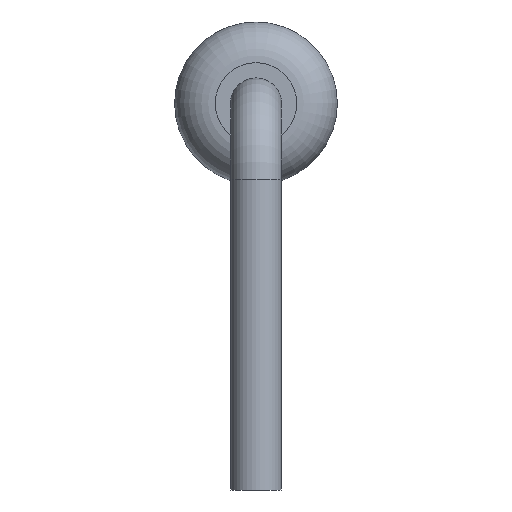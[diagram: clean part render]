
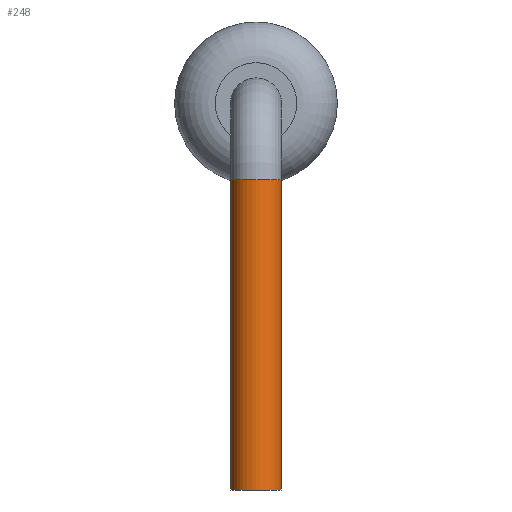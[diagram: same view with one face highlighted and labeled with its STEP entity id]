
A CAD part, left-side view. The second image highlights one B-rep face of the part: STEP entity #248.
In plain terms, the highlighted cylindrical face has radius 0.25 mm (diameter 0.5 mm), a full revolution.
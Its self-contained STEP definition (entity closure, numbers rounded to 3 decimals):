
#202 = VERTEX_POINT('',#203);
#203 = CARTESIAN_POINT('',(0.25,0.,0.05));
#212 = EDGE_CURVE('',#202,#202,#213,.T.);
#213 = CIRCLE('',#214,0.25);
#214 = AXIS2_PLACEMENT_3D('',#215,#216,#217);
#215 = CARTESIAN_POINT('',(0.,0.,0.05));
#216 = DIRECTION('',(0.,0.,1.));
#217 = DIRECTION('',(1.,0.,0.));
#248 = ADVANCED_FACE('',(#249),#268,.T.);
#249 = FACE_BOUND('',#250,.T.);
#250 = EDGE_LOOP('',(#251,#259,#260,#261));
#251 = ORIENTED_EDGE('',*,*,#252,.T.);
#252 = EDGE_CURVE('',#253,#202,#255,.T.);
#253 = VERTEX_POINT('',#254);
#254 = CARTESIAN_POINT('',(0.25,0.,-3.));
#255 = LINE('',#256,#257);
#256 = CARTESIAN_POINT('',(0.25,0.,-3.));
#257 = VECTOR('',#258,1.);
#258 = DIRECTION('',(0.,0.,1.));
#259 = ORIENTED_EDGE('',*,*,#212,.F.);
#260 = ORIENTED_EDGE('',*,*,#252,.F.);
#261 = ORIENTED_EDGE('',*,*,#262,.T.);
#262 = EDGE_CURVE('',#253,#253,#263,.T.);
#263 = CIRCLE('',#264,0.25);
#264 = AXIS2_PLACEMENT_3D('',#265,#266,#267);
#265 = CARTESIAN_POINT('',(0.,0.,-3.));
#266 = DIRECTION('',(0.,0.,1.));
#267 = DIRECTION('',(1.,0.,0.));
#268 = CYLINDRICAL_SURFACE('',#269,0.25);
#269 = AXIS2_PLACEMENT_3D('',#270,#271,#272);
#270 = CARTESIAN_POINT('',(0.,0.,-3.));
#271 = DIRECTION('',(0.,0.,1.));
#272 = DIRECTION('',(1.,0.,0.));
